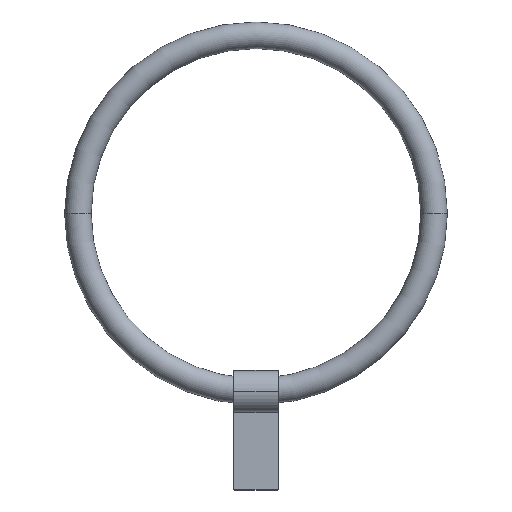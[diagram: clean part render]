
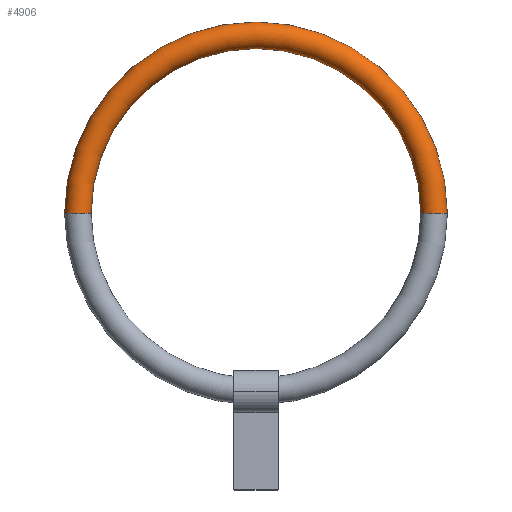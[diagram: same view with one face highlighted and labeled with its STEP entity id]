
A CAD part, top view. The second image highlights one B-rep face of the part: STEP entity #4906.
In plain terms, the highlighted toroidal (fillet/blend) face has major radius 80.5 mm and minor radius 6 mm.
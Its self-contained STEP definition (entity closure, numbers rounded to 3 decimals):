
#411 = EDGE_CURVE ( 'NONE', #3192, #3189, #1474, .T. ) ;
#412 = EDGE_CURVE ( 'NONE', #3188, #3169, #1473, .T. ) ;
#1473 = CIRCLE ( 'NONE', #8482, 6. ) ;
#1474 = CIRCLE ( 'NONE', #8481, 6. ) ;
#2278 = ORIENTED_EDGE ( 'NONE', *, *, #6807, .F. ) ;
#2279 = ORIENTED_EDGE ( 'NONE', *, *, #411, .F. ) ;
#2280 = ORIENTED_EDGE ( 'NONE', *, *, #6808, .T. ) ;
#2281 = ORIENTED_EDGE ( 'NONE', *, *, #412, .T. ) ;
#3004 = EDGE_LOOP ( 'NONE', ( #2278, #2279, #2280, #2281 ) ) ;
#3169 = VERTEX_POINT ( 'NONE', #8097 ) ;
#3188 = VERTEX_POINT ( 'NONE', #8116 ) ;
#3189 = VERTEX_POINT ( 'NONE', #8117 ) ;
#3192 = VERTEX_POINT ( 'NONE', #8120 ) ;
#4906 = ADVANCED_FACE ( 'NONE', ( #5573 ), #5571, .T. ) ;
#5571 = TOROIDAL_SURFACE ( 'NONE', #9211, 80.5, 6. ) ;
#5573 = FACE_OUTER_BOUND ( 'NONE', #3004, .T. ) ;
#6621 = DIRECTION ( 'NONE',  ( 0., 0., -1. ) ) ;
#6622 = DIRECTION ( 'NONE',  ( 0., -1., 0. ) ) ;
#6623 = CARTESIAN_POINT ( 'NONE',  ( -80.5, 0., 0. ) ) ;
#6629 = DIRECTION ( 'NONE',  ( -1., 0., 0. ) ) ;
#6630 = DIRECTION ( 'NONE',  ( 0., 1., 0. ) ) ;
#6631 = CARTESIAN_POINT ( 'NONE',  ( 80.5, 0., 0. ) ) ;
#6807 = EDGE_CURVE ( 'NONE', #3189, #3169, #7173, .T. ) ;
#6808 = EDGE_CURVE ( 'NONE', #3192, #3188, #7174, .T. ) ;
#7173 = CIRCLE ( 'NONE', #9340, 86.5 ) ;
#7174 = CIRCLE ( 'NONE', #9341, 74.5 ) ;
#7966 = CARTESIAN_POINT ( 'NONE',  ( 0., 0., 0. ) ) ;
#7967 = DIRECTION ( 'NONE',  ( 0., 0., -1. ) ) ;
#7968 = DIRECTION ( 'NONE',  ( -1., 0., 0. ) ) ;
#7971 = CARTESIAN_POINT ( 'NONE',  ( 0., 0., 0. ) ) ;
#7972 = DIRECTION ( 'NONE',  ( 0., 0., -1. ) ) ;
#7973 = DIRECTION ( 'NONE',  ( -1., 0., 0. ) ) ;
#8097 = CARTESIAN_POINT ( 'NONE',  ( -86.5, 0., 0. ) ) ;
#8116 = CARTESIAN_POINT ( 'NONE',  ( -74.5, 0., 0. ) ) ;
#8117 = CARTESIAN_POINT ( 'NONE',  ( 86.5, 0., 0. ) ) ;
#8120 = CARTESIAN_POINT ( 'NONE',  ( 74.5, 0., 0. ) ) ;
#8481 = AXIS2_PLACEMENT_3D ( 'NONE', #6631, #6630, #6629 ) ;
#8482 = AXIS2_PLACEMENT_3D ( 'NONE', #6623, #6622, #6621 ) ;
#8865 = DIRECTION ( 'NONE',  ( 0., 0., -1. ) ) ;
#8870 = CARTESIAN_POINT ( 'NONE',  ( 0., 0., 0. ) ) ;
#8874 = DIRECTION ( 'NONE',  ( -1., 0., 0. ) ) ;
#9211 = AXIS2_PLACEMENT_3D ( 'NONE', #8870, #8865, #8874 ) ;
#9340 = AXIS2_PLACEMENT_3D ( 'NONE', #7966, #7967, #7968 ) ;
#9341 = AXIS2_PLACEMENT_3D ( 'NONE', #7971, #7972, #7973 ) ;
